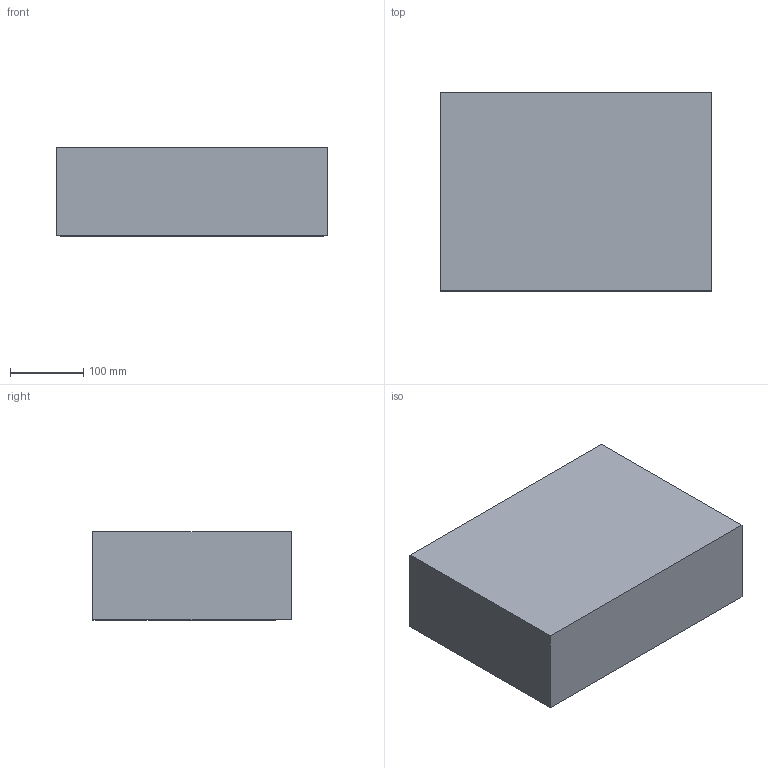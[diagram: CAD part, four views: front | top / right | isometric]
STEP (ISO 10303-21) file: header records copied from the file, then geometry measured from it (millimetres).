
FILE_DESCRIPTION(/* description */ (''),/* implementation_level */ '2;1');
FILE_NAME(/* name */ 'neko3 v3.step',/* time_stamp */ '2024-04-30T16:27:14+09:00',/* author */ (''),/* organization */ (''),/* preprocessor_version */ 'ST-DEVELOPER v20',/* originating_system */ 'Autodesk Translation Framework v12.20.1.177',/* authorisation */ '');
FILE_SCHEMA (('AUTOMOTIVE_DESIGN { 1 0 10303 214 3 1 1 }'));
Length unit declared in the file: millimetre
Products named in the file (1): neko3
Bounding box: 370 x 270 x 120.13 mm (x, y, z)
Surface area: 510924.2 mm2
Topology: 2 solids, 2 shells, 15 faces, 41 edges, 30 vertices
Faces by surface type: plane 8, bspline 7
Entity records: 3020 total; most frequent: CARTESIAN_POINT 2677, ORIENTED_EDGE 82, EDGE_CURVE 41, DIRECTION 31, VERTEX_POINT 30, B_SPLINE_CURVE_WITH_KNOTS 24, FACE_OUTER_BOUND 15, EDGE_LOOP 15
